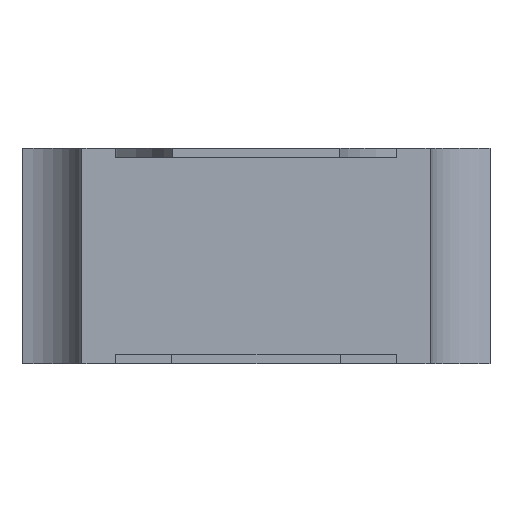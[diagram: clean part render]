
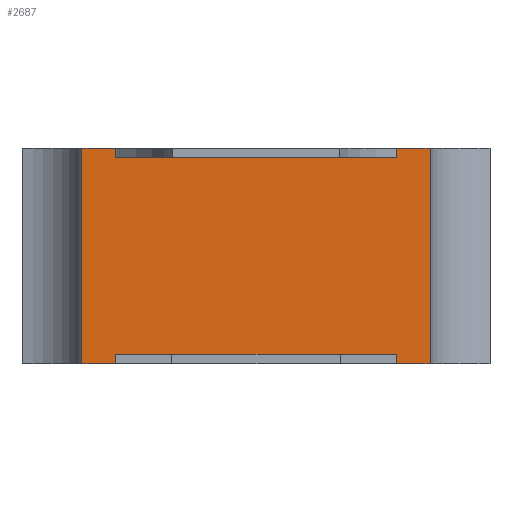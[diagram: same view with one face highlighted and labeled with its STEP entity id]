
A CAD part, left-side view. The second image highlights one B-rep face of the part: STEP entity #2687.
In plain terms, the highlighted planar face has unit normal (-1, 0, 0).
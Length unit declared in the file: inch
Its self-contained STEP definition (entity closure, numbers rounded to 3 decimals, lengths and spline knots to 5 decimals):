
#28 = ORIENTED_EDGE ( 'NONE', *, *, #2113, .T. ) ;
#82 = DIRECTION ( 'NONE',  ( 0., 1., 0. ) ) ;
#91 = EDGE_CURVE ( 'NONE', #1651, #1657, #387, .T. ) ;
#169 = LINE ( 'NONE', #1029, #847 ) ;
#221 = VERTEX_POINT ( 'NONE', #2591 ) ;
#266 = ORIENTED_EDGE ( 'NONE', *, *, #91, .F. ) ;
#292 = LINE ( 'NONE', #1350, #2225 ) ;
#308 = CARTESIAN_POINT ( 'NONE',  ( -0.0625, -0.02999, 0.002 ) ) ;
#311 = AXIS2_PLACEMENT_3D ( 'NONE', #1156, #1187, #780 ) ;
#387 = LINE ( 'NONE', #837, #2326 ) ;
#461 = ORIENTED_EDGE ( 'NONE', *, *, #1352, .F. ) ;
#466 = VERTEX_POINT ( 'NONE', #2197 ) ;
#480 = ORIENTED_EDGE ( 'NONE', *, *, #2323, .T. ) ;
#545 = ORIENTED_EDGE ( 'NONE', *, *, #1593, .T. ) ;
#620 = EDGE_LOOP ( 'NONE', ( #2448, #545, #1893, #480, #266, #2424, #2224, #2040, #461, #28, #2214, #1020 ) ) ;
#671 = VECTOR ( 'NONE', #2289, 39.37008 ) ;
#700 = VERTEX_POINT ( 'NONE', #2780 ) ;
#736 = VECTOR ( 'NONE', #2768, 39.37008 ) ;
#737 = DIRECTION ( 'NONE',  ( 0., -1., 0. ) ) ;
#780 = DIRECTION ( 'NONE',  ( 0., 0., -1. ) ) ;
#808 = EDGE_CURVE ( 'NONE', #1047, #2477, #169, .T. ) ;
#837 = CARTESIAN_POINT ( 'NONE',  ( -0.0625, 0.02999, 0.002 ) ) ;
#839 = LINE ( 'NONE', #1947, #736 ) ;
#847 = VECTOR ( 'NONE', #1904, 39.37008 ) ;
#852 = LINE ( 'NONE', #1046, #1191 ) ;
#908 = VERTEX_POINT ( 'NONE', #1146 ) ;
#928 = CARTESIAN_POINT ( 'NONE',  ( -0.0625, -0.02999, 0.002 ) ) ;
#973 = LINE ( 'NONE', #989, #671 ) ;
#989 = CARTESIAN_POINT ( 'NONE',  ( -0.0625, 0.0372, 0.002 ) ) ;
#1020 = ORIENTED_EDGE ( 'NONE', *, *, #2133, .T. ) ;
#1029 = CARTESIAN_POINT ( 'NONE',  ( -0.0625, 0.02999, 0.044 ) ) ;
#1035 = VECTOR ( 'NONE', #737, 39.37008 ) ;
#1046 = CARTESIAN_POINT ( 'NONE',  ( -0.0625, 0.0525, 0.044 ) ) ;
#1047 = VERTEX_POINT ( 'NONE', #2529 ) ;
#1091 = CARTESIAN_POINT ( 'NONE',  ( -0.0625, 0.02999, 0. ) ) ;
#1107 = CARTESIAN_POINT ( 'NONE',  ( -0.0625, -0.02999, 0.002 ) ) ;
#1146 = CARTESIAN_POINT ( 'NONE',  ( -0.0625, -0.02999, 0. ) ) ;
#1151 = LINE ( 'NONE', #1107, #2333 ) ;
#1156 = CARTESIAN_POINT ( 'NONE',  ( -0.0625, -0.0372, 0.002 ) ) ;
#1187 = DIRECTION ( 'NONE',  ( 1., 0., 0. ) ) ;
#1191 = VECTOR ( 'NONE', #1461, 39.37008 ) ;
#1213 = VERTEX_POINT ( 'NONE', #1861 ) ;
#1350 = CARTESIAN_POINT ( 'NONE',  ( -0.0625, 0.0525, 0.046 ) ) ;
#1352 = EDGE_CURVE ( 'NONE', #466, #700, #2770, .T. ) ;
#1370 = DIRECTION ( 'NONE',  ( 0., 0., 1. ) ) ;
#1420 = CARTESIAN_POINT ( 'NONE',  ( -0.0625, 0.02999, 0.046 ) ) ;
#1428 = PLANE ( 'NONE',  #311 ) ;
#1448 = CARTESIAN_POINT ( 'NONE',  ( -0.0625, -0.0372, 0. ) ) ;
#1461 = DIRECTION ( 'NONE',  ( 0., 1., 0. ) ) ;
#1546 = DIRECTION ( 'NONE',  ( 0., -1., 0. ) ) ;
#1593 = EDGE_CURVE ( 'NONE', #2477, #2000, #292, .T. ) ;
#1651 = VERTEX_POINT ( 'NONE', #2093 ) ;
#1657 = VERTEX_POINT ( 'NONE', #1091 ) ;
#1658 = LINE ( 'NONE', #2524, #2035 ) ;
#1755 = VERTEX_POINT ( 'NONE', #1937 ) ;
#1758 = LINE ( 'NONE', #2624, #1902 ) ;
#1861 = CARTESIAN_POINT ( 'NONE',  ( -0.0625, 0.0372, 0. ) ) ;
#1874 = VERTEX_POINT ( 'NONE', #308 ) ;
#1891 = EDGE_CURVE ( 'NONE', #1874, #908, #1151, .T. ) ;
#1893 = ORIENTED_EDGE ( 'NONE', *, *, #2568, .T. ) ;
#1898 = DIRECTION ( 'NONE',  ( 0., 0., -1. ) ) ;
#1902 = VECTOR ( 'NONE', #1546, 39.37008 ) ;
#1904 = DIRECTION ( 'NONE',  ( 0., 0., 1. ) ) ;
#1937 = CARTESIAN_POINT ( 'NONE',  ( -0.0625, -0.02999, 0.046 ) ) ;
#1947 = CARTESIAN_POINT ( 'NONE',  ( -0.0625, 0.0525, 0.046 ) ) ;
#1992 = DIRECTION ( 'NONE',  ( 0., 0., -1. ) ) ;
#1997 = EDGE_CURVE ( 'NONE', #908, #700, #2534, .T. ) ;
#2000 = VERTEX_POINT ( 'NONE', #2267 ) ;
#2015 = LINE ( 'NONE', #928, #1035 ) ;
#2035 = VECTOR ( 'NONE', #1370, 39.37008 ) ;
#2040 = ORIENTED_EDGE ( 'NONE', *, *, #1997, .T. ) ;
#2058 = VECTOR ( 'NONE', #2098, 39.37008 ) ;
#2093 = CARTESIAN_POINT ( 'NONE',  ( -0.0625, 0.02999, 0.002 ) ) ;
#2098 = DIRECTION ( 'NONE',  ( 0., -1., 0. ) ) ;
#2113 = EDGE_CURVE ( 'NONE', #466, #1755, #839, .T. ) ;
#2121 = DIRECTION ( 'NONE',  ( 0., 0., -1. ) ) ;
#2133 = EDGE_CURVE ( 'NONE', #221, #1047, #852, .T. ) ;
#2197 = CARTESIAN_POINT ( 'NONE',  ( -0.0625, -0.0372, 0.046 ) ) ;
#2214 = ORIENTED_EDGE ( 'NONE', *, *, #2776, .F. ) ;
#2224 = ORIENTED_EDGE ( 'NONE', *, *, #1891, .T. ) ;
#2225 = VECTOR ( 'NONE', #82, 39.37008 ) ;
#2267 = CARTESIAN_POINT ( 'NONE',  ( -0.0625, 0.0372, 0.046 ) ) ;
#2289 = DIRECTION ( 'NONE',  ( 0., 0., -1. ) ) ;
#2323 = EDGE_CURVE ( 'NONE', #1213, #1657, #1758, .T. ) ;
#2326 = VECTOR ( 'NONE', #2121, 39.37008 ) ;
#2333 = VECTOR ( 'NONE', #1992, 39.37008 ) ;
#2424 = ORIENTED_EDGE ( 'NONE', *, *, #2592, .T. ) ;
#2448 = ORIENTED_EDGE ( 'NONE', *, *, #808, .T. ) ;
#2477 = VERTEX_POINT ( 'NONE', #1420 ) ;
#2524 = CARTESIAN_POINT ( 'NONE',  ( -0.0625, -0.02999, 0.044 ) ) ;
#2529 = CARTESIAN_POINT ( 'NONE',  ( -0.0625, 0.02999, 0.044 ) ) ;
#2534 = LINE ( 'NONE', #1448, #2058 ) ;
#2537 = CARTESIAN_POINT ( 'NONE',  ( -0.0625, -0.0372, 0.002 ) ) ;
#2568 = EDGE_CURVE ( 'NONE', #2000, #1213, #973, .T. ) ;
#2591 = CARTESIAN_POINT ( 'NONE',  ( -0.0625, -0.02999, 0.044 ) ) ;
#2592 = EDGE_CURVE ( 'NONE', #1651, #1874, #2015, .T. ) ;
#2624 = CARTESIAN_POINT ( 'NONE',  ( -0.0625, -0.0372, 0. ) ) ;
#2687 = ADVANCED_FACE ( 'NONE', ( #2738 ), #1428, .F. ) ;
#2703 = VECTOR ( 'NONE', #1898, 39.37008 ) ;
#2738 = FACE_OUTER_BOUND ( 'NONE', #620, .T. ) ;
#2768 = DIRECTION ( 'NONE',  ( 0., 1., 0. ) ) ;
#2770 = LINE ( 'NONE', #2537, #2703 ) ;
#2776 = EDGE_CURVE ( 'NONE', #221, #1755, #1658, .T. ) ;
#2780 = CARTESIAN_POINT ( 'NONE',  ( -0.0625, -0.0372, 0. ) ) ;
